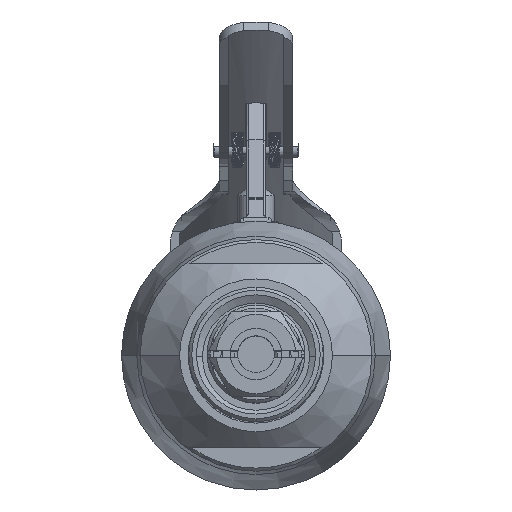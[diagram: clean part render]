
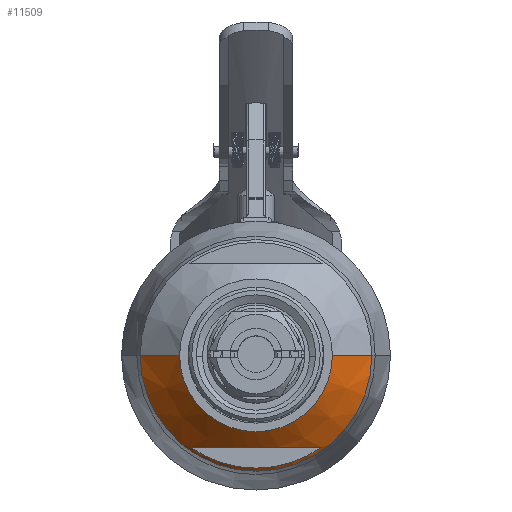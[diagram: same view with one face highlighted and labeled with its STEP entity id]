
A CAD part, top view. The second image highlights one B-rep face of the part: STEP entity #11509.
In plain terms, the highlighted conical face has half-angle 45 degrees and reference radius 15.726 mm.
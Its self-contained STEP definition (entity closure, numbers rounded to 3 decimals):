
#11348=CARTESIAN_POINT('',(0.,0.,8.5));
#11349=DIRECTION('',(0.,0.,1.));
#11350=DIRECTION('',(-1.,0.,0.));
#11351=AXIS2_PLACEMENT_3D('',#11348,#11349,#11350);
#11358=DIRECTION('',(0.707,0.,0.707));
#11359=VECTOR('',#11358,9.123);
#11360=CARTESIAN_POINT('',(-18.951,0.,2.049));
#11361=LINE('',#11360,#11359);
#11362=DIRECTION('',(-0.707,0.,0.707));
#11363=VECTOR('',#11362,9.123);
#11364=CARTESIAN_POINT('',(18.951,0.,2.049));
#11365=LINE('',#11364,#11363);
#11366=CARTESIAN_POINT('',(0.,0.,2.049));
#11367=DIRECTION('',(0.,0.,1.));
#11368=DIRECTION('',(-1.,0.,0.));
#11369=AXIS2_PLACEMENT_3D('',#11366,#11367,#11368);
#11371=CARTESIAN_POINT('',(10.734,-15.,2.555));
#11372=CARTESIAN_POINT('',(10.015,-15.,2.973));
#11373=CARTESIAN_POINT('',(8.631,-15.,3.723));
#11374=CARTESIAN_POINT('',(6.746,-15.,4.58));
#11375=CARTESIAN_POINT('',(4.984,-15.,5.222));
#11376=CARTESIAN_POINT('',(3.293,-15.,5.672));
#11377=CARTESIAN_POINT('',(1.639,-15.,5.94));
#11378=CARTESIAN_POINT('',(0.,-15.,6.03));
#11379=CARTESIAN_POINT('',(-1.64,-15.,5.94));
#11380=CARTESIAN_POINT('',(-3.293,-15.,5.672));
#11381=CARTESIAN_POINT('',(-4.983,-15.,5.222));
#11382=CARTESIAN_POINT('',(-6.744,-15.,4.581));
#11383=CARTESIAN_POINT('',(-8.629,-15.,3.723));
#11384=CARTESIAN_POINT('',(-10.015,-15.,2.974));
#11385=CARTESIAN_POINT('',(-10.734,-15.,2.555));
#11387=CARTESIAN_POINT('',(0.,0.,2.555));
#11388=DIRECTION('',(0.,0.,-1.));
#11389=DIRECTION('',(0.582,-0.813,0.));
#11390=AXIS2_PLACEMENT_3D('',#11387,#11388,#11389);
#11449=CARTESIAN_POINT('',(-18.951,0.,2.049));
#11451=VERTEX_POINT('',#11449);
#11452=CARTESIAN_POINT('',(-12.5,0.,8.5));
#11453=VERTEX_POINT('',#11452);
#11455=CARTESIAN_POINT('',(18.951,0.,2.049));
#11457=VERTEX_POINT('',#11455);
#11458=CARTESIAN_POINT('',(12.5,0.,8.5));
#11459=VERTEX_POINT('',#11458);
#11462=VERTEX_POINT('',#11371);
#11463=VERTEX_POINT('',#11385);
#11489=CARTESIAN_POINT('',(0.,0.,5.275));
#11490=DIRECTION('',(0.,0.,-1.));
#11491=DIRECTION('',(1.,0.,0.));
#11492=AXIS2_PLACEMENT_3D('',#11489,#11490,#11491);
#11493=CONICAL_SURFACE('',#11492,15.725,45.);
#11495=ORIENTED_EDGE('',*,*,#11494,.T.);
#11496=ORIENTED_EDGE('',*,*,#11469,.T.);
#11498=ORIENTED_EDGE('',*,*,#11497,.F.);
#11500=ORIENTED_EDGE('',*,*,#11499,.F.);
#11501=EDGE_LOOP('',(#11495,#11496,#11498,#11500));
#11502=FACE_OUTER_BOUND('',#11501,.F.);
#11504=ORIENTED_EDGE('',*,*,#11503,.T.);
#11506=ORIENTED_EDGE('',*,*,#11505,.F.);
#11507=EDGE_LOOP('',(#11504,#11506));
#11508=FACE_BOUND('',#11507,.F.);
#11509=ADVANCED_FACE('',(#11502,#11508),#11493,.T.);
#11352=CIRCLE('',#11351,12.5);
#11370=CIRCLE('',#11369,18.951);
#11386=B_SPLINE_CURVE_WITH_KNOTS('',3,(#11371,#11372,#11373,#11374,#11375,
#11376,#11377,#11378,#11379,#11380,#11381,#11382,#11383,#11384,#11385),
.UNSPECIFIED.,.F.,.F.,(4,1,1,1,1,1,1,1,1,1,1,1,4),(0.,0.083,
0.167,0.25,0.333,0.417,0.5,
0.583,0.667,0.75,0.833,0.917,
1.),.UNSPECIFIED.);
#11391=CIRCLE('',#11390,18.445);
#11469=EDGE_CURVE('',#11453,#11459,#11352,.T.);
#11494=EDGE_CURVE('',#11451,#11453,#11361,.T.);
#11497=EDGE_CURVE('',#11457,#11459,#11365,.T.);
#11499=EDGE_CURVE('',#11451,#11457,#11370,.T.);
#11503=EDGE_CURVE('',#11462,#11463,#11386,.T.);
#11505=EDGE_CURVE('',#11462,#11463,#11391,.T.);
